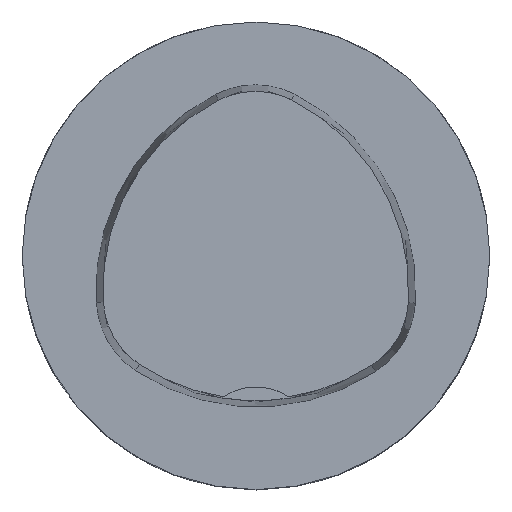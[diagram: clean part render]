
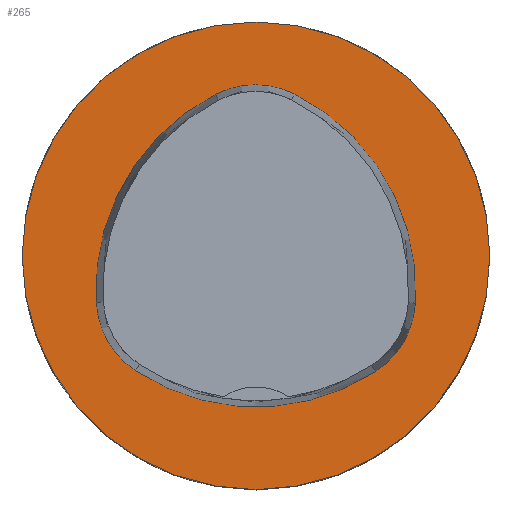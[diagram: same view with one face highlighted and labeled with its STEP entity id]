
A CAD part, top view. The second image highlights one B-rep face of the part: STEP entity #265.
In plain terms, the highlighted planar face has unit normal (0, 0, 1).
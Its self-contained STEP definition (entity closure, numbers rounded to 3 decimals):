
#265=ADVANCED_FACE('',(#539,#540),#322,.T.);
#322=PLANE('',#1595);
#539=FACE_BOUND('',#605,.T.);
#540=FACE_BOUND('',#606,.T.);
#605=EDGE_LOOP('',(#869,#870,#871,#872,#873,#874));
#606=EDGE_LOOP('',(#875));
#869=ORIENTED_EDGE('',*,*,#1303,.T.);
#870=ORIENTED_EDGE('',*,*,#1283,.T.);
#871=ORIENTED_EDGE('',*,*,#1287,.T.);
#872=ORIENTED_EDGE('',*,*,#1290,.T.);
#873=ORIENTED_EDGE('',*,*,#1293,.T.);
#874=ORIENTED_EDGE('',*,*,#1301,.T.);
#875=ORIENTED_EDGE('',*,*,#1274,.F.);
#1121=VERTEX_POINT('',#2512);
#1130=VERTEX_POINT('',#2531);
#1131=VERTEX_POINT('',#2532);
#1134=VERTEX_POINT('',#2540);
#1136=VERTEX_POINT('',#2546);
#1138=VERTEX_POINT('',#2552);
#1145=VERTEX_POINT('',#2573);
#1274=EDGE_CURVE('',#1121,#1121,#1376,.T.);
#1283=EDGE_CURVE('',#1130,#1131,#1377,.T.);
#1287=EDGE_CURVE('',#1131,#1134,#1379,.T.);
#1290=EDGE_CURVE('',#1134,#1136,#1381,.T.);
#1293=EDGE_CURVE('',#1136,#1138,#1383,.T.);
#1301=EDGE_CURVE('',#1138,#1145,#1387,.T.);
#1303=EDGE_CURVE('',#1145,#1130,#1389,.T.);
#1376=CIRCLE('',#1567,16.);
#1377=CIRCLE('',#1573,15.);
#1379=CIRCLE('',#1576,6.);
#1381=CIRCLE('',#1579,15.);
#1383=CIRCLE('',#1582,6.);
#1387=CIRCLE('',#1587,15.);
#1389=CIRCLE('',#1590,6.);
#1567=AXIS2_PLACEMENT_3D('',#2511,#1869,#1870);
#1573=AXIS2_PLACEMENT_3D('',#2530,#1885,#1886);
#1576=AXIS2_PLACEMENT_3D('',#2539,#1893,#1894);
#1579=AXIS2_PLACEMENT_3D('',#2545,#1900,#1901);
#1582=AXIS2_PLACEMENT_3D('',#2551,#1907,#1908);
#1587=AXIS2_PLACEMENT_3D('',#2574,#1919,#1920);
#1590=AXIS2_PLACEMENT_3D('',#2577,#1925,#1926);
#1595=AXIS2_PLACEMENT_3D('',#2582,#1935,#1936);
#1869=DIRECTION('',(0.,0.,-1.));
#1870=DIRECTION('',(-1.,0.,0.));
#1885=DIRECTION('',(0.,0.,-1.));
#1886=DIRECTION('',(-1.,0.,0.));
#1893=DIRECTION('',(0.,0.,-1.));
#1894=DIRECTION('',(-1.,0.,0.));
#1900=DIRECTION('',(0.,0.,-1.));
#1901=DIRECTION('',(-1.,0.,0.));
#1907=DIRECTION('',(0.,0.,-1.));
#1908=DIRECTION('',(-1.,0.,0.));
#1919=DIRECTION('',(0.,0.,-1.));
#1920=DIRECTION('',(-1.,0.,0.));
#1925=DIRECTION('',(0.,0.,-1.));
#1926=DIRECTION('',(-1.,0.,0.));
#1935=DIRECTION('',(0.,0.,1.));
#1936=DIRECTION('',(1.,0.,0.));
#2511=CARTESIAN_POINT('',(0.,0.,0.));
#2512=CARTESIAN_POINT('',(-16.,0.,0.));
#2530=CARTESIAN_POINT('',(4.048,-2.316,0.));
#2531=CARTESIAN_POINT('',(-10.926,-3.206,0.));
#2532=CARTESIAN_POINT('',(-2.774,11.043,0.));
#2539=CARTESIAN_POINT('',(-0.045,5.7,0.));
#2540=CARTESIAN_POINT('',(2.638,11.066,0.));
#2545=CARTESIAN_POINT('',(-4.07,-2.35,0.));
#2546=CARTESIAN_POINT('',(10.903,-3.249,0.));
#2551=CARTESIAN_POINT('',(4.914,-2.889,0.));
#2552=CARTESIAN_POINT('',(8.177,-7.924,0.));
#2573=CARTESIAN_POINT('',(-8.24,-7.859,0.));
#2574=CARTESIAN_POINT('',(0.019,4.663,0.));
#2577=CARTESIAN_POINT('',(-4.936,-2.85,0.));
#2582=CARTESIAN_POINT('',(0.,0.,0.));
